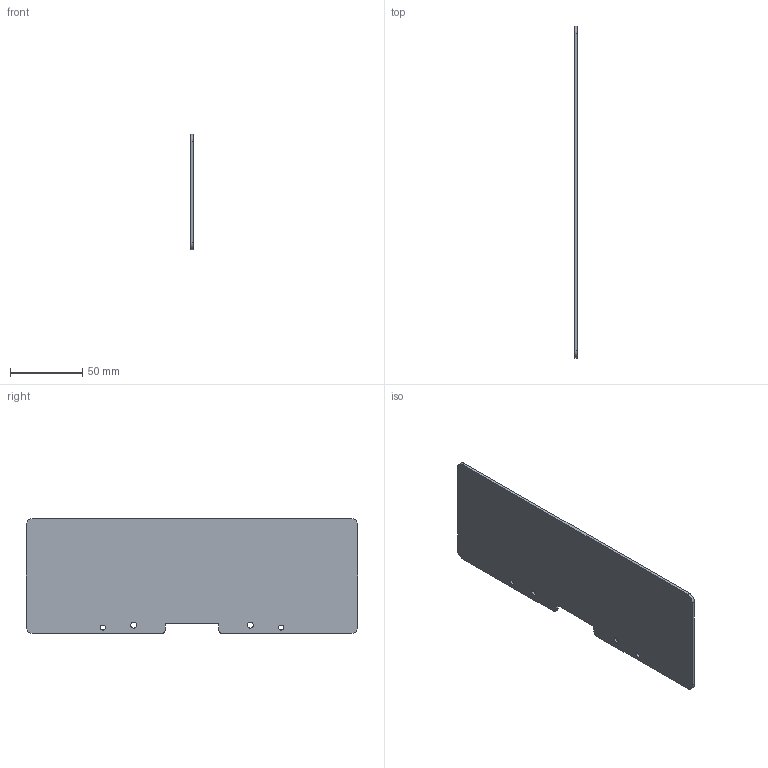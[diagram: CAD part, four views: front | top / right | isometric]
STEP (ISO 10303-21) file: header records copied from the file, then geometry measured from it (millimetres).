
FILE_DESCRIPTION(('CATIA V5 STEP Exchange','CAx-IF Rec.Pracs.--- Model Styling and Organization---1.4--- 2014-01-23'),'2;1');
FILE_NAME ('D1448112_1', '2023-06-26T08:01:20+00:00', ('none'), ('Weidmueller'), 'CATIA Version 5-6 Release 2016 SP3 HF44', 'CATIA V5 STEP AP214', 'none');
FILE_SCHEMA(('AUTOMOTIVE_DESIGN { 1 0 10303 214 1 1 1 1 }'));
Length unit declared in the file: millimetre
Products named in the file (1): 1067300000_WTW_WFF120
Bounding box: 2 x 230 x 80 mm (x, y, z)
Volume: 36137.5 mm3; surface area: 37479.9 mm2
Topology: 1 solids, 1 shells, 24 faces, 66 edges, 44 vertices
Faces by surface type: cylinder 14, plane 10
Entity records: 783 total; most frequent: CARTESIAN_POINT 134, ORIENTED_EDGE 132, DIRECTION 112, EDGE_CURVE 66, AXIS2_PLACEMENT_3D 52, VERTEX_POINT 44, VECTOR 38, LINE 38
